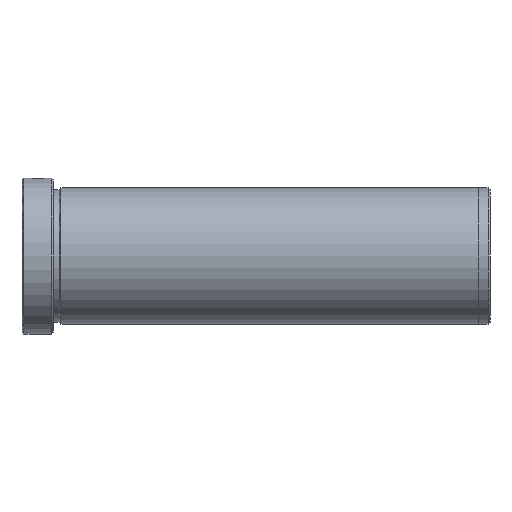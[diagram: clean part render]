
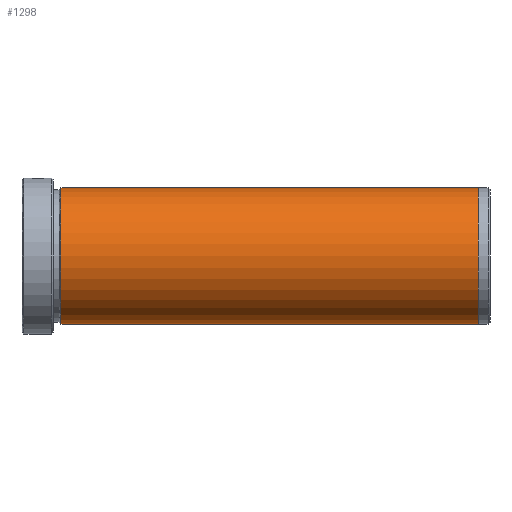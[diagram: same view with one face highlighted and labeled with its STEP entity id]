
A CAD part, left-side view. The second image highlights one B-rep face of the part: STEP entity #1298.
In plain terms, the highlighted cylindrical face has radius 17.5 mm (diameter 35 mm), a partial arc.
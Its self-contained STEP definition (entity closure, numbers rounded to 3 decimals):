
#44 = CIRCLE ( 'NONE', #1014, 17.5 ) ;
#47 = EDGE_LOOP ( 'NONE', ( #328, #812, #122, #1218 ) ) ;
#50 = CARTESIAN_POINT ( 'NONE',  ( 0., -10., -17.5 ) ) ;
#51 = DIRECTION ( 'NONE',  ( 0., 1., 0. ) ) ;
#122 = ORIENTED_EDGE ( 'NONE', *, *, #918, .T. ) ;
#134 = CYLINDRICAL_SURFACE ( 'NONE', #1338, 17.5 ) ;
#181 = EDGE_CURVE ( 'NONE', #1276, #616, #1023, .T. ) ;
#183 = FACE_OUTER_BOUND ( 'NONE', #47, .T. ) ;
#259 = CIRCLE ( 'NONE', #332, 17.5 ) ;
#328 = ORIENTED_EDGE ( 'NONE', *, *, #181, .F. ) ;
#332 = AXIS2_PLACEMENT_3D ( 'NONE', #1579, #725, #1726 ) ;
#411 = CARTESIAN_POINT ( 'NONE',  ( 0., -10., 17.5 ) ) ;
#418 = LINE ( 'NONE', #477, #1122 ) ;
#477 = CARTESIAN_POINT ( 'NONE',  ( 0., 0., 17.5 ) ) ;
#536 = DIRECTION ( 'NONE',  ( 0., 1., 0. ) ) ;
#616 = VERTEX_POINT ( 'NONE', #50 ) ;
#625 = EDGE_CURVE ( 'NONE', #616, #656, #44, .T. ) ;
#656 = VERTEX_POINT ( 'NONE', #411 ) ;
#725 = DIRECTION ( 'NONE',  ( 0., -1., 0. ) ) ;
#812 = ORIENTED_EDGE ( 'NONE', *, *, #1803, .F. ) ;
#872 = CARTESIAN_POINT ( 'NONE',  ( 0., 0., -17.5 ) ) ;
#917 = DIRECTION ( 'NONE',  ( 0., 0., 1. ) ) ;
#918 = EDGE_CURVE ( 'NONE', #1107, #656, #418, .T. ) ;
#1014 = AXIS2_PLACEMENT_3D ( 'NONE', #1381, #536, #1528 ) ;
#1023 = LINE ( 'NONE', #872, #1105 ) ;
#1058 = CARTESIAN_POINT ( 'NONE',  ( 0., -117., -17.5 ) ) ;
#1070 = CARTESIAN_POINT ( 'NONE',  ( 0., 0., 0. ) ) ;
#1105 = VECTOR ( 'NONE', #51, 1000. ) ;
#1107 = VERTEX_POINT ( 'NONE', #1580 ) ;
#1122 = VECTOR ( 'NONE', #1321, 1000. ) ;
#1218 = ORIENTED_EDGE ( 'NONE', *, *, #625, .F. ) ;
#1276 = VERTEX_POINT ( 'NONE', #1058 ) ;
#1298 = ADVANCED_FACE ( 'NONE', ( #183 ), #134, .T. ) ;
#1321 = DIRECTION ( 'NONE',  ( 0., 1., 0. ) ) ;
#1338 = AXIS2_PLACEMENT_3D ( 'NONE', #1070, #1631, #917 ) ;
#1381 = CARTESIAN_POINT ( 'NONE',  ( 0., -10., 0. ) ) ;
#1528 = DIRECTION ( 'NONE',  ( 0., 0., 1. ) ) ;
#1579 = CARTESIAN_POINT ( 'NONE',  ( 0., -117., 0. ) ) ;
#1580 = CARTESIAN_POINT ( 'NONE',  ( 0., -117., 17.5 ) ) ;
#1631 = DIRECTION ( 'NONE',  ( 0., 1., 0. ) ) ;
#1726 = DIRECTION ( 'NONE',  ( 0., 0., -1. ) ) ;
#1803 = EDGE_CURVE ( 'NONE', #1107, #1276, #259, .T. ) ;
